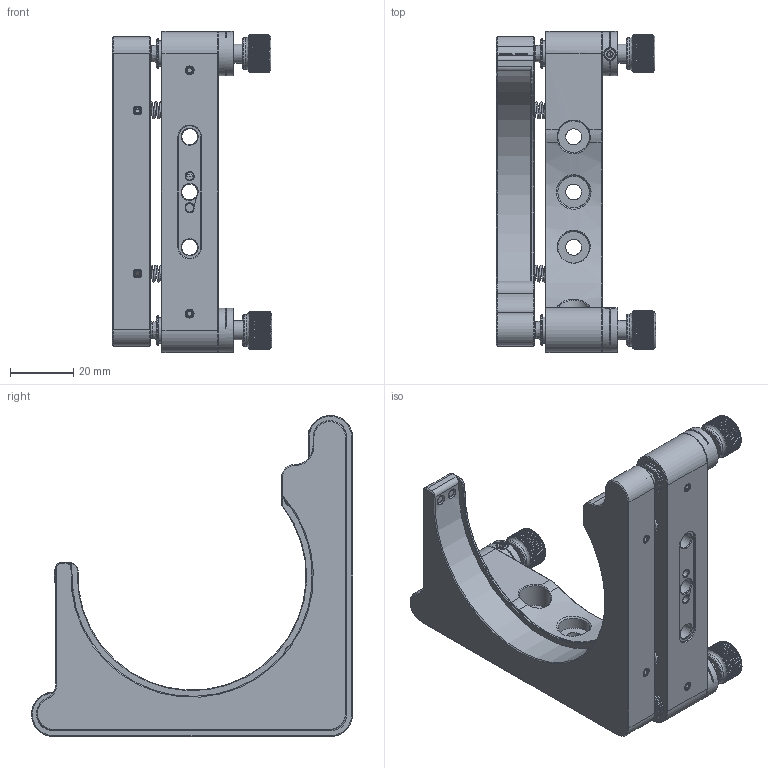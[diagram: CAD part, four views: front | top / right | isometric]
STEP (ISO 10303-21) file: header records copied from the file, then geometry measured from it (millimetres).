
FILE_DESCRIPTION (( 'STEP AP203' ), '1' );
FILE_NAME ('519965.STEP', '2025-02-20T08:40:10', ( 'Windows User' ), ( 'P R C' ), 'SwSTEP 2.0', 'SolidWorks 2020', '' );
FILE_SCHEMA (( 'CONFIG_CONTROL_DESIGN' ));
Products named in the file (1): 519965
Bounding box: 50.5 x 101.6 x 101.6 mm (x, y, z)
Surface area: 35855.4 mm2 (no closed solid volume)
Topology: 0 solids, 55 shells, 1106 faces, 3212 edges, 2151 vertices
Faces by surface type: plane 648, cylinder 324, cone 102, bspline 32
Full cylindrical faces by diameter (mm): 1.5 x4, 2 x4, 2.4 x1, 2.5 x2, 3.3 x2, 4 x8, 5 x6, 6 x7, 8 x3, 9.5 x6, 9.6 x1, 10 x9, 10.5 x3, 14 x3
Entity records: 53573 total; most frequent: CARTESIAN_POINT 27163, ORIENTED_EDGE 5731, DIRECTION 4737, EDGE_CURVE 2989, VERTEX_POINT 2072, AXIS2_PLACEMENT_3D 1824, EDGE_LOOP 1328, FACE_OUTER_BOUND 1173
